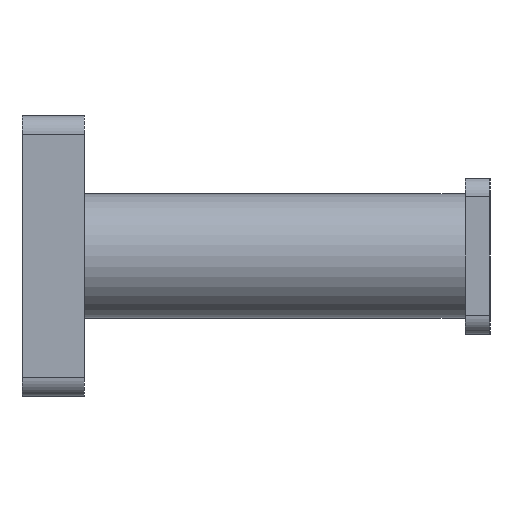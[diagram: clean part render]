
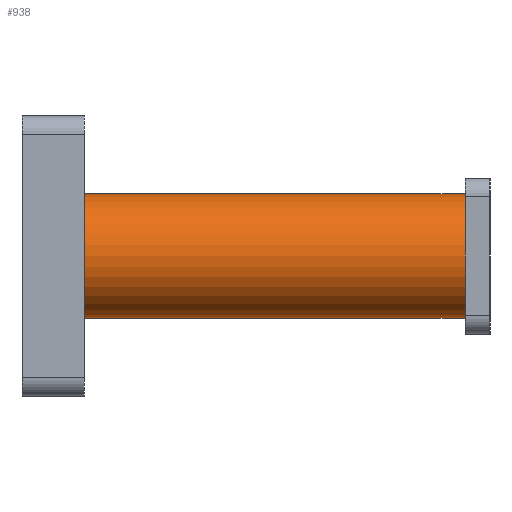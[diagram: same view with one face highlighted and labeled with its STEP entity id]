
A CAD part, left-side view. The second image highlights one B-rep face of the part: STEP entity #938.
In plain terms, the highlighted cylindrical face has radius 10 mm (diameter 20 mm), a full revolution.
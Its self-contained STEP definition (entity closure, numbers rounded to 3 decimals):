
#117=CYLINDRICAL_SURFACE('',#1145,10.);
#199=FACE_OUTER_BOUND('',#258,.T.);
#258=EDGE_LOOP('',(#834,#835,#836,#837));
#306=CIRCLE('',#1144,10.);
#307=CIRCLE('',#1146,10.);
#371=LINE('',#1722,#443);
#443=VECTOR('',#1423,10.);
#519=VERTEX_POINT('',#1717);
#520=VERTEX_POINT('',#1720);
#627=EDGE_CURVE('',#519,#519,#306,.T.);
#628=EDGE_CURVE('',#520,#520,#307,.T.);
#629=EDGE_CURVE('',#520,#519,#371,.T.);
#834=ORIENTED_EDGE('',*,*,#628,.F.);
#835=ORIENTED_EDGE('',*,*,#629,.T.);
#836=ORIENTED_EDGE('',*,*,#627,.F.);
#837=ORIENTED_EDGE('',*,*,#629,.F.);
#938=ADVANCED_FACE('',(#199),#117,.T.);
#1144=AXIS2_PLACEMENT_3D('',#1718,#1417,#1418);
#1145=AXIS2_PLACEMENT_3D('',#1719,#1419,#1420);
#1146=AXIS2_PLACEMENT_3D('',#1721,#1421,#1422);
#1417=DIRECTION('center_axis',(0.,-1.,0.));
#1418=DIRECTION('ref_axis',(-1.,0.,0.));
#1419=DIRECTION('center_axis',(0.,1.,0.));
#1420=DIRECTION('ref_axis',(-1.,0.,0.));
#1421=DIRECTION('center_axis',(0.,1.,0.));
#1422=DIRECTION('ref_axis',(-1.,0.,0.));
#1423=DIRECTION('',(0.,-1.,0.));
#1717=CARTESIAN_POINT('',(10.,-89.945,-47.842));
#1718=CARTESIAN_POINT('Origin',(0.,-89.945,-47.842));
#1719=CARTESIAN_POINT('Origin',(0.,-89.945,-47.842));
#1720=CARTESIAN_POINT('',(10.,-28.945,-47.842));
#1721=CARTESIAN_POINT('Origin',(0.,-28.945,-47.842));
#1722=CARTESIAN_POINT('',(10.,-89.945,-47.842));
